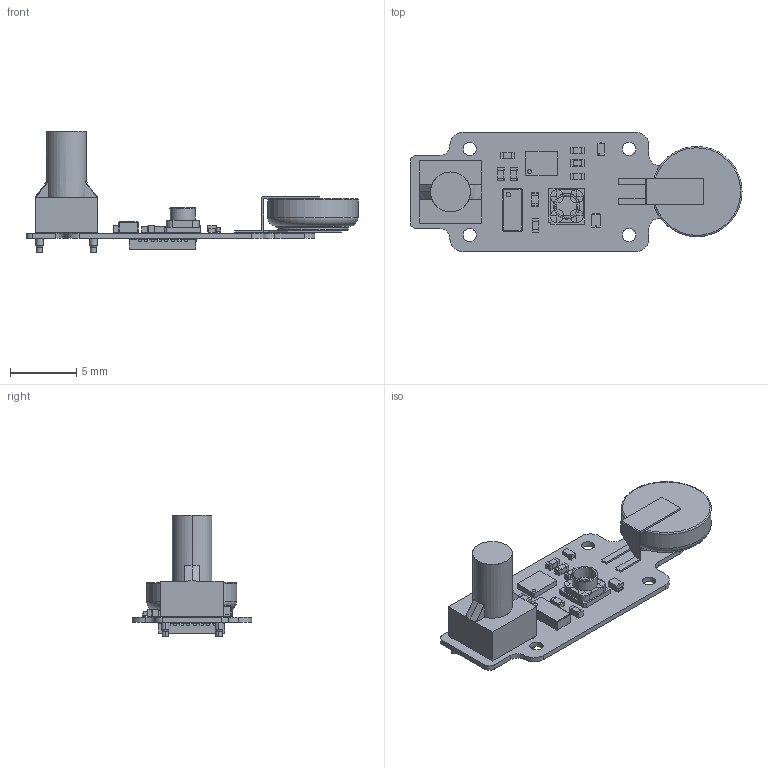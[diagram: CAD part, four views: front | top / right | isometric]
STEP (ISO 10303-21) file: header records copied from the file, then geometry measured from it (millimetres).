
FILE_DESCRIPTION(('KiCad electronic assembly'),'2;1');
FILE_NAME('PresOptTag-v1.step','2020-12-26T11:42:24',('An Author'),( 'A Company'),'Open CASCADE STEP processor 6.9', 'KiCad to STEP converter','Unknown');
FILE_SCHEMA(('AUTOMOTIVE_DESIGN { 1 0 10303 214 1 1 1 1 }'));
Length unit declared in the file: millimetre
Products named in the file (24): Open CASCADE STEP translator 6.9 1; C_0402_1005Metric; SOLID; vlp300; COMPOUND; opt3002; QFN-32-1EP_5x5mm_P0.5mm_EP3.45x3.45mm; Diodes_DFN1006-3; at25wlcsp; lps27; CDBQR; BatteryHolder_Seiko_MS621F; RV-3028-C7; R_0402_1005Metric
Assembly tree (29 placements, depth 3):
  Open CASCADE STEP translator 6.9 1
    C_0402_1005Metric  x7
      SOLID
    vlp300
      COMPOUND
    opt3002
      COMPOUND
    QFN-32-1EP_5x5mm_P0.5mm_EP3.45x3.45mm
      SOLID
    Diodes_DFN1006-3
      SOLID
    at25wlcsp
      SOLID
    lps27
      SOLID
    CDBQR
      COMPOUND
    BatteryHolder_Seiko_MS621F
      SOLID
    RV-3028-C7
      COMPOUND
    R_0402_1005Metric
      SOLID
    COMPOUND
Bounding box: 25.02 x 9 x 9.14 mm (x, y, z)
Volume: 185.4 mm3; surface area: 864.8 mm2
Topology: 44 solids, 86 shells, 1087 faces, 3041 edges, 2112 vertices
Faces by surface type: plane 796, cylinder 207, bspline 41, revolution 25, torus 18
Full cylindrical faces by diameter (mm): 0.047 x1, 0.1 x1, 0.3 x1, 0.5 x1, 0.6 x2, 1 x4, 1.68 x1, 1.88 x1, 5.304 x1, 5.44 x1, 6.8 x1
Entity records: 69828 total; most frequent: CARTESIAN_POINT 15837, DIRECTION 8858, LINE 5737, VECTOR 5737, ORIENTED_EDGE 4849, PCURVE 4849, DEFINITIONAL_REPRESENTATION 4849, EDGE_CURVE 2609
